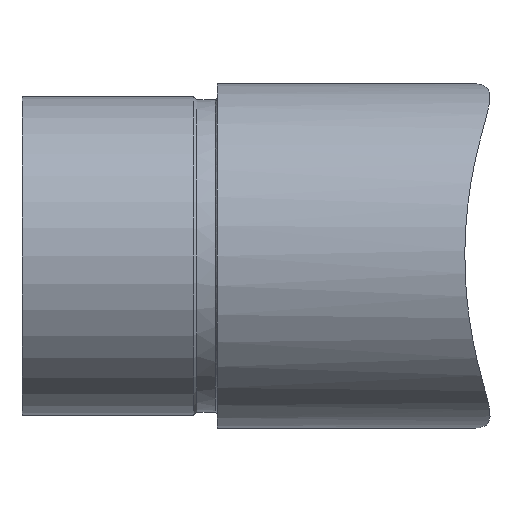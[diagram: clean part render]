
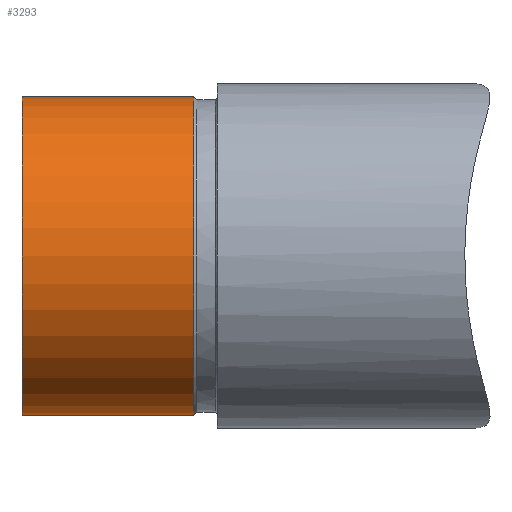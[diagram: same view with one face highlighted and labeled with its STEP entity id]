
A CAD part, front view. The second image highlights one B-rep face of the part: STEP entity #3293.
In plain terms, the highlighted cylindrical face has radius 19.6 mm (diameter 39.2 mm), a partial arc.
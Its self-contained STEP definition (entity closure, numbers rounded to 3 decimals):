
#713 = VERTEX_POINT ( 'NONE', #1206 ) ;
#779 = VERTEX_POINT ( 'NONE', #3932 ) ;
#805 = AXIS2_PLACEMENT_3D ( 'NONE', #3594, #4202, #4284 ) ;
#871 = EDGE_CURVE ( 'NONE', #779, #2844, #4947, .T. ) ;
#873 = ORIENTED_EDGE ( 'NONE', *, *, #5058, .F. ) ;
#920 = EDGE_CURVE ( 'NONE', #713, #7103, #5257, .T. ) ;
#1206 = CARTESIAN_POINT ( 'NONE',  ( 0., 0., 19.6 ) ) ;
#2488 = CARTESIAN_POINT ( 'NONE',  ( 0., 0., -19.6 ) ) ;
#2552 = CARTESIAN_POINT ( 'NONE',  ( 21.1, 0., 19.6 ) ) ;
#2844 = VERTEX_POINT ( 'NONE', #2552 ) ;
#2909 = EDGE_LOOP ( 'NONE', ( #873, #6207, #6041, #6174 ) ) ;
#3293 = ADVANCED_FACE ( 'NONE', ( #7919 ), #5959, .T. ) ;
#3325 = DIRECTION ( 'NONE',  ( 0., 0., -1. ) ) ;
#3562 = VECTOR ( 'NONE', #5025, 1000. ) ;
#3594 = CARTESIAN_POINT ( 'NONE',  ( 0., 0., 0. ) ) ;
#3932 = CARTESIAN_POINT ( 'NONE',  ( 21.1, 0., -19.6 ) ) ;
#4202 = DIRECTION ( 'NONE',  ( -1., 0., 0. ) ) ;
#4210 = LINE ( 'NONE', #5608, #6397 ) ;
#4284 = DIRECTION ( 'NONE',  ( 0., 0., 1. ) ) ;
#4606 = DIRECTION ( 'NONE',  ( 0., 0., 1. ) ) ;
#4631 = DIRECTION ( 'NONE',  ( -1., 0., 0. ) ) ;
#4686 = DIRECTION ( 'NONE',  ( 1., 0., 0. ) ) ;
#4754 = LINE ( 'NONE', #5192, #3562 ) ;
#4909 = AXIS2_PLACEMENT_3D ( 'NONE', #5815, #4631, #4606 ) ;
#4947 = CIRCLE ( 'NONE', #4909, 19.6 ) ;
#5025 = DIRECTION ( 'NONE',  ( -1., 0., 0. ) ) ;
#5058 = EDGE_CURVE ( 'NONE', #779, #7103, #4754, .T. ) ;
#5192 = CARTESIAN_POINT ( 'NONE',  ( 0., 0., -19.6 ) ) ;
#5257 = CIRCLE ( 'NONE', #5344, 19.6 ) ;
#5344 = AXIS2_PLACEMENT_3D ( 'NONE', #6477, #4686, #3325 ) ;
#5608 = CARTESIAN_POINT ( 'NONE',  ( 0., 0., 19.6 ) ) ;
#5815 = CARTESIAN_POINT ( 'NONE',  ( 21.1, 0., 0. ) ) ;
#5959 = CYLINDRICAL_SURFACE ( 'NONE', #805, 19.6 ) ;
#6041 = ORIENTED_EDGE ( 'NONE', *, *, #6495, .T. ) ;
#6174 = ORIENTED_EDGE ( 'NONE', *, *, #920, .T. ) ;
#6207 = ORIENTED_EDGE ( 'NONE', *, *, #871, .T. ) ;
#6397 = VECTOR ( 'NONE', #7498, 1000. ) ;
#6477 = CARTESIAN_POINT ( 'NONE',  ( 0., 0., 0. ) ) ;
#6495 = EDGE_CURVE ( 'NONE', #2844, #713, #4210, .T. ) ;
#7103 = VERTEX_POINT ( 'NONE', #2488 ) ;
#7498 = DIRECTION ( 'NONE',  ( -1., 0., 0. ) ) ;
#7919 = FACE_OUTER_BOUND ( 'NONE', #2909, .T. ) ;
